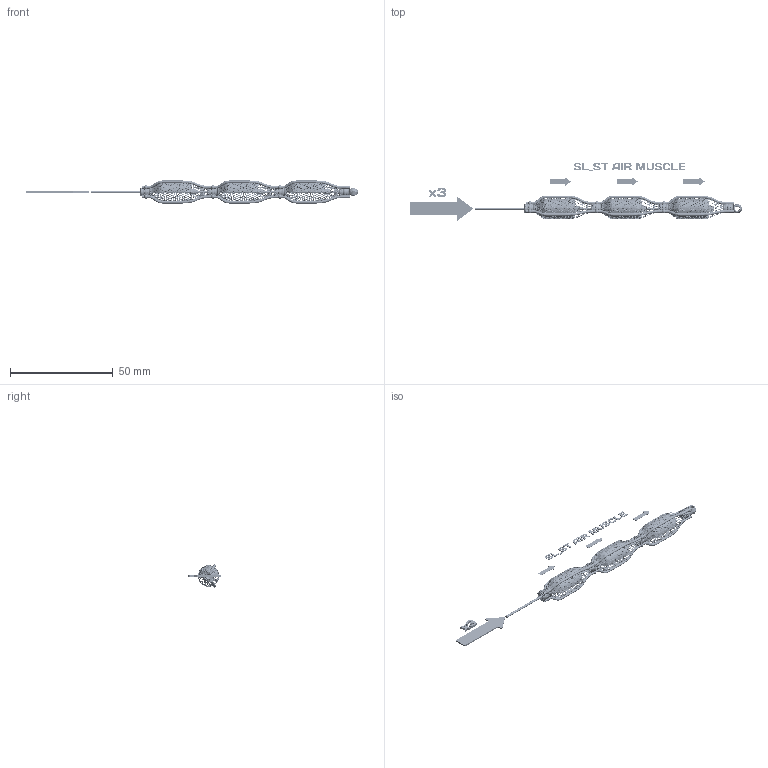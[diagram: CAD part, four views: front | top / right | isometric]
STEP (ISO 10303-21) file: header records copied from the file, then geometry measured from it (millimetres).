
FILE_DESCRIPTION(('FreeCAD Model'),'2;1');
FILE_NAME('Open CASCADE Shape Model','2025-04-29T16:53:26',('FreeCAD'),( 'FreeCAD'),'Open CASCADE STEP processor 7.6','FreeCAD','Unknown');
FILE_SCHEMA(('AUTOMOTIVE_DESIGN { 1 0 10303 214 1 1 1 1 }'));
Products named in the file (1): Open CASCADE STEP translator 7.6 1
Bounding box: 161.53 x 28.23 x 11.24 mm (x, y, z)
Volume: 1387.1 mm3; surface area: 10727.2 mm2
Topology: 184 solids, 184 shells, 4811 faces, 11687 edges, 6465 vertices
Faces by surface type: bspline 4811
Entity records: 429118 total; most frequent: CARTESIAN_POINT 364611, ORIENTED_EDGE 22018, EDGE_CURVE 11009, B_SPLINE_CURVE_WITH_KNOTS 7703, VERTEX_POINT 6465, FACE_BOUND 4836, EDGE_LOOP 4836, ADVANCED_FACE 4811
